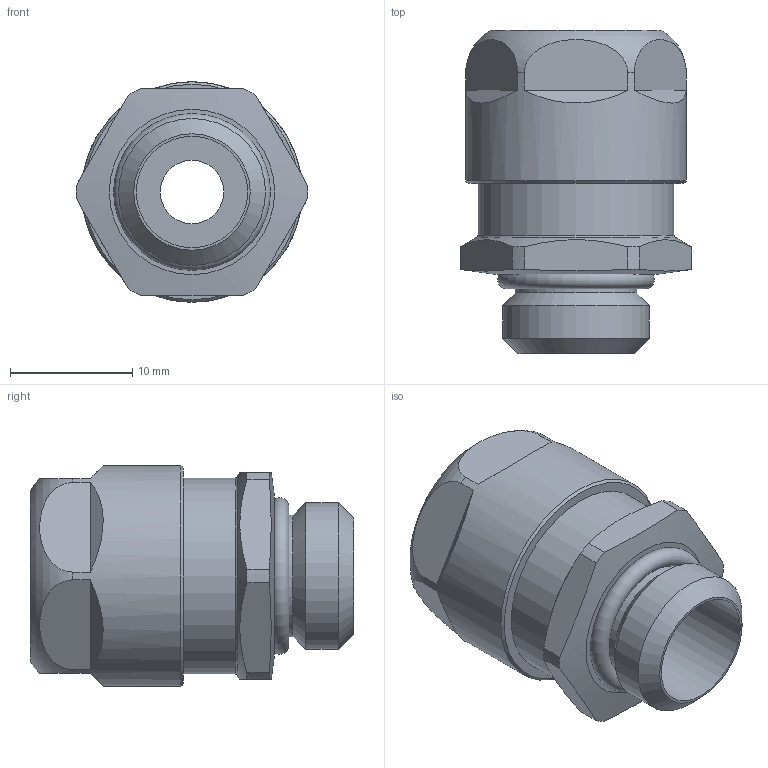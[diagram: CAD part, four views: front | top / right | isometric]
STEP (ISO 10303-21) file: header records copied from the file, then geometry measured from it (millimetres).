
FILE_DESCRIPTION(/* description */ ('STEP AP214'),/* implementation_level */ '2;1');
FILE_NAME(/* name */ '1752120050.stp',/* time_stamp */ '2022-06-08T10:26:29+02:00',/* author */ ('sl'),/* organization */ (''),/* preprocessor_version */ 'ST-DEVELOPER v16.5',/* originating_system */ 'Autodesk Inventor 2017',/* authorisation */ '');
FILE_SCHEMA (('AUTOMOTIVE_DESIGN { 1 0 10303 214 3 1 1 }'));
Length unit declared in the file: millimetre
Products named in the file (1): 1752120050
Bounding box: 18.9 x 26.4 x 18 mm (x, y, z)
Volume: 4197.6 mm3; surface area: 2363.9 mm2
Topology: 1 solids, 1 shells, 46 faces, 114 edges, 74 vertices
Faces by surface type: plane 24, cylinder 13, cone 5, torus 4
Full cylindrical faces by diameter (mm): 5.2 x1, 8.2 x1, 9.1 x1, 9.93 x1, 12 x1, 16 x1, 18 x1
Entity records: 1446 total; most frequent: CARTESIAN_POINT 363, DIRECTION 212, ORIENTED_EDGE 184, EDGE_CURVE 92, AXIS2_PLACEMENT_3D 91, EDGE_LOOP 68, VERTEX_POINT 68, FACE_OUTER_BOUND 46
